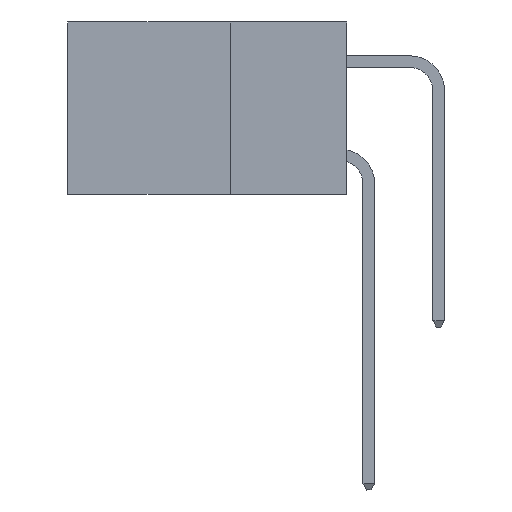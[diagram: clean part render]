
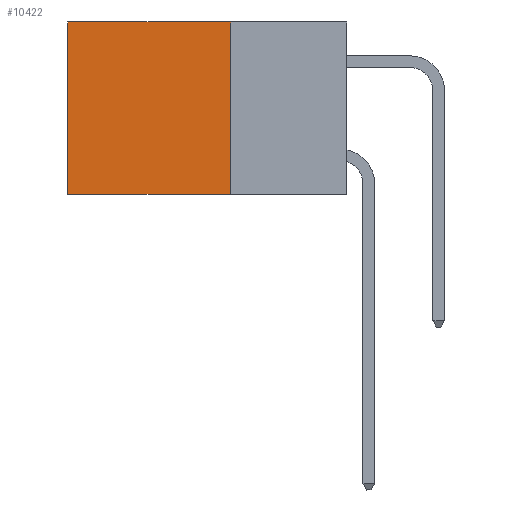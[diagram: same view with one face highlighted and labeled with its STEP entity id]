
A CAD part, left-side view. The second image highlights one B-rep face of the part: STEP entity #10422.
In plain terms, the highlighted planar face has unit normal (-1, 0, 0).
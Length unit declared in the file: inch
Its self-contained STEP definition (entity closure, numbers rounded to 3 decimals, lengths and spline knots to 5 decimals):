
#962 = DIRECTION ( 'NONE',  ( 0., 0., -1. ) ) ;
#1897 = VERTEX_POINT ( 'NONE', #21174 ) ;
#2110 = CARTESIAN_POINT ( 'NONE',  ( 0.2875, 0.25, 0. ) ) ;
#3171 = DIRECTION ( 'NONE',  ( 0., 0., -1. ) ) ;
#4879 = LINE ( 'NONE', #13894, #7943 ) ;
#5091 = VECTOR ( 'NONE', #27445, 39.37008 ) ;
#7943 = VECTOR ( 'NONE', #33560, 39.37008 ) ;
#8029 = EDGE_CURVE ( 'NONE', #8718, #29986, #15883, .T. ) ;
#8718 = VERTEX_POINT ( 'NONE', #9361 ) ;
#9361 = CARTESIAN_POINT ( 'NONE',  ( 0.2875, 0.6, 0. ) ) ;
#10422 = ADVANCED_FACE ( 'NONE', ( #19042 ), #36948, .F. ) ;
#13049 = EDGE_LOOP ( 'NONE', ( #15454, #23177, #15871, #40441 ) ) ;
#13894 = CARTESIAN_POINT ( 'NONE',  ( 0.2875, 0.25, -0.37 ) ) ;
#15060 = LINE ( 'NONE', #2110, #27927 ) ;
#15454 = ORIENTED_EDGE ( 'NONE', *, *, #8029, .T. ) ;
#15871 = ORIENTED_EDGE ( 'NONE', *, *, #29457, .F. ) ;
#15883 = LINE ( 'NONE', #17986, #5091 ) ;
#17986 = CARTESIAN_POINT ( 'NONE',  ( 0.2875, 0.6, 0. ) ) ;
#19042 = FACE_OUTER_BOUND ( 'NONE', #13049, .T. ) ;
#19193 = CARTESIAN_POINT ( 'NONE',  ( 0.2875, 0.25, -0.37 ) ) ;
#20578 = DIRECTION ( 'NONE',  ( 1., 0., 0. ) ) ;
#21174 = CARTESIAN_POINT ( 'NONE',  ( 0.2875, 0.25, 0. ) ) ;
#22757 = CARTESIAN_POINT ( 'NONE',  ( 0.2875, 0.25, 0. ) ) ;
#23177 = ORIENTED_EDGE ( 'NONE', *, *, #27642, .F. ) ;
#27445 = DIRECTION ( 'NONE',  ( 0., 0., -1. ) ) ;
#27642 = EDGE_CURVE ( 'NONE', #40568, #29986, #4879, .T. ) ;
#27927 = VECTOR ( 'NONE', #34782, 39.37008 ) ;
#29457 = EDGE_CURVE ( 'NONE', #1897, #40568, #42226, .T. ) ;
#29986 = VERTEX_POINT ( 'NONE', #41378 ) ;
#33560 = DIRECTION ( 'NONE',  ( 0., 1., 0. ) ) ;
#34782 = DIRECTION ( 'NONE',  ( 0., 1., 0. ) ) ;
#36948 = PLANE ( 'NONE',  #39609 ) ;
#38947 = EDGE_CURVE ( 'NONE', #1897, #8718, #15060, .T. ) ;
#39609 = AXIS2_PLACEMENT_3D ( 'NONE', #40234, #20578, #962 ) ;
#40234 = CARTESIAN_POINT ( 'NONE',  ( 0.2875, 0.25, 0. ) ) ;
#40441 = ORIENTED_EDGE ( 'NONE', *, *, #38947, .T. ) ;
#40568 = VERTEX_POINT ( 'NONE', #19193 ) ;
#40727 = VECTOR ( 'NONE', #3171, 39.37008 ) ;
#41378 = CARTESIAN_POINT ( 'NONE',  ( 0.2875, 0.6, -0.37 ) ) ;
#42226 = LINE ( 'NONE', #22757, #40727 ) ;
